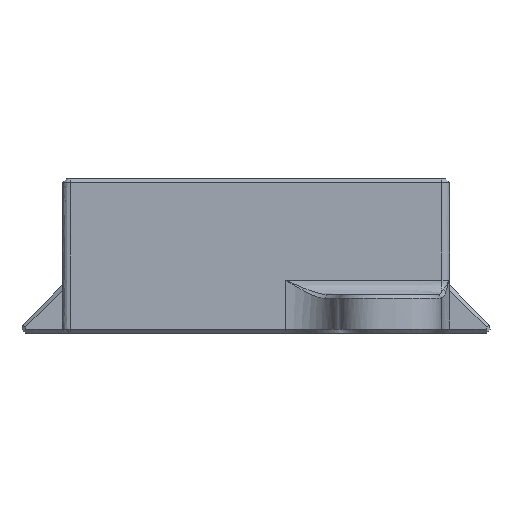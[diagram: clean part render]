
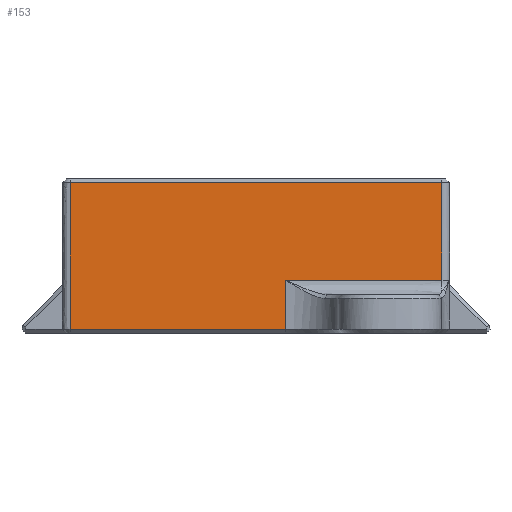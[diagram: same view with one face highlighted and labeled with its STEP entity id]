
A CAD part, left-side view. The second image highlights one B-rep face of the part: STEP entity #153.
In plain terms, the highlighted planar face has unit normal (-1, 0, 0).
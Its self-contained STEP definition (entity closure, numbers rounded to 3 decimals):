
#153=ADVANCED_FACE('',(#316),#2324,.T.);
#316=FACE_OUTER_BOUND('',#478,.T.);
#478=EDGE_LOOP('',(#1104,#1105,#1106,#1107,#1108,#1109));
#1104=ORIENTED_EDGE('',*,*,#1551,.T.);
#1105=ORIENTED_EDGE('',*,*,#1552,.F.);
#1106=ORIENTED_EDGE('',*,*,#1510,.F.);
#1107=ORIENTED_EDGE('',*,*,#1498,.F.);
#1108=ORIENTED_EDGE('',*,*,#1426,.F.);
#1109=ORIENTED_EDGE('',*,*,#1545,.F.);
#1426=EDGE_CURVE('',#2084,#2070,#1822,.T.);
#1498=EDGE_CURVE('',#2070,#2133,#1888,.T.);
#1510=EDGE_CURVE('',#2133,#2140,#1899,.T.);
#1545=EDGE_CURVE('',#2153,#2084,#1924,.T.);
#1551=EDGE_CURVE('',#2153,#2094,#1930,.T.);
#1552=EDGE_CURVE('',#2140,#2094,#1931,.T.);
#1822=B_SPLINE_CURVE_WITH_KNOTS('',1,(#5149,#5150),.UNSPECIFIED.,.F.,.F.,
(2,2),(0.,15.2),.UNSPECIFIED.);
#1888=B_SPLINE_CURVE_WITH_KNOTS('',1,(#5593,#5594),.UNSPECIFIED.,.F.,.F.,
(2,2),(-38.6,0.),.UNSPECIFIED.);
#1899=B_SPLINE_CURVE_WITH_KNOTS('',1,(#5634,#5635),.UNSPECIFIED.,.F.,.F.,
(2,2),(-15.2,-5.1),.UNSPECIFIED.);
#1924=B_SPLINE_CURVE_WITH_KNOTS('',1,(#5777,#5778,#5779),.UNSPECIFIED.,
 .F.,.F.,(2,1,2),(16.249,35.229,38.6),.UNSPECIFIED.);
#1930=B_SPLINE_CURVE_WITH_KNOTS('',1,(#5842,#5843),.UNSPECIFIED.,.F.,.F.,
(2,2),(70.022,75.122),.UNSPECIFIED.);
#1931=B_SPLINE_CURVE_WITH_KNOTS('',1,(#5844,#5845),.UNSPECIFIED.,.F.,.F.,
(2,2),(-16.246,0.),.UNSPECIFIED.);
#2070=VERTEX_POINT('',#4461);
#2084=VERTEX_POINT('',#4475);
#2094=VERTEX_POINT('',#4485);
#2133=VERTEX_POINT('',#4524);
#2140=VERTEX_POINT('',#4531);
#2153=VERTEX_POINT('',#4544);
#2324=PLANE('',#2396);
#2396=AXIS2_PLACEMENT_3D('',#3862,#2451,$);
#2451=DIRECTION('',(-1.,0.,0.));
#3862=CARTESIAN_POINT('',(63.886,-53.643,-69.586));
#4461=CARTESIAN_POINT('',(63.886,-15.043,-54.386));
#4475=CARTESIAN_POINT('',(63.886,-15.043,-69.586));
#4485=CARTESIAN_POINT('',(63.886,-37.395,-64.486));
#4524=CARTESIAN_POINT('',(63.886,-53.643,-54.386));
#4531=CARTESIAN_POINT('',(63.886,-53.643,-64.486));
#4544=CARTESIAN_POINT('',(63.886,-37.395,-69.586));
#5149=CARTESIAN_POINT('',(63.886,-15.043,-69.586));
#5150=CARTESIAN_POINT('',(63.886,-15.043,-54.386));
#5593=CARTESIAN_POINT('',(63.886,-15.043,-54.386));
#5594=CARTESIAN_POINT('',(63.886,-53.643,-54.386));
#5634=CARTESIAN_POINT('',(63.886,-53.643,-54.386));
#5635=CARTESIAN_POINT('',(63.886,-53.643,-64.486));
#5777=CARTESIAN_POINT('',(63.886,-37.395,-69.586));
#5778=CARTESIAN_POINT('',(63.886,-18.414,-69.586));
#5779=CARTESIAN_POINT('',(63.886,-15.043,-69.586));
#5842=CARTESIAN_POINT('',(63.886,-37.395,-69.586));
#5843=CARTESIAN_POINT('',(63.886,-37.395,-64.486));
#5844=CARTESIAN_POINT('',(63.886,-53.643,-64.486));
#5845=CARTESIAN_POINT('',(63.886,-37.395,-64.486));
